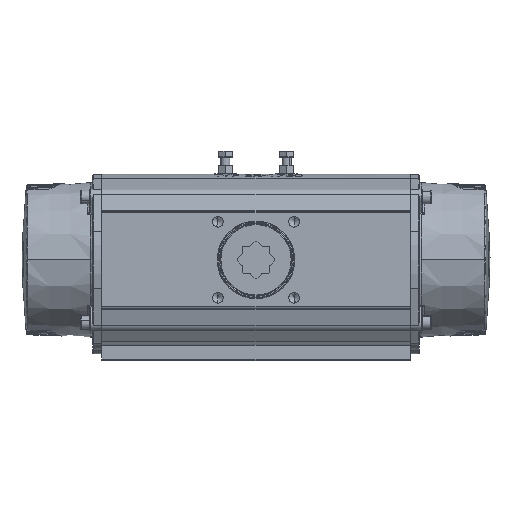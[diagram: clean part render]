
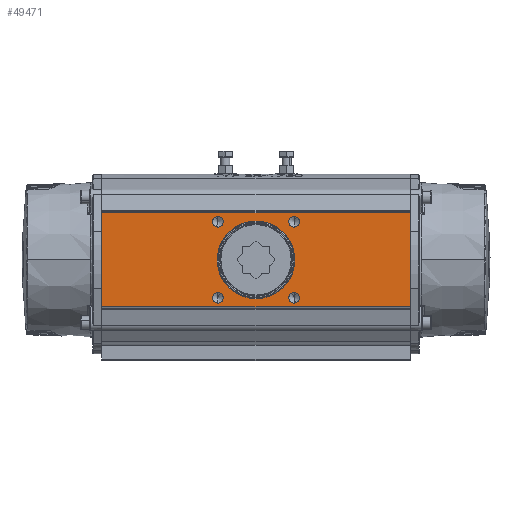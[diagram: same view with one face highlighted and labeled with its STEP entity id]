
A CAD part, front view. The second image highlights one B-rep face of the part: STEP entity #49471.
In plain terms, the highlighted planar face has unit normal (0, -1, 0).
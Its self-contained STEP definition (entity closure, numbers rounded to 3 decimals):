
#342 = CARTESIAN_POINT ( 'NONE',  ( 0., -130., -61. ) ) ;
#1135 = DIRECTION ( 'NONE',  ( 0., 1., 0. ) ) ;
#1302 = VERTEX_POINT ( 'NONE', #94324 ) ;
#1550 = EDGE_LOOP ( 'NONE', ( #113751, #62899 ) ) ;
#5460 = EDGE_CURVE ( 'NONE', #124982, #142542, #102447, .T. ) ;
#6162 = CARTESIAN_POINT ( 'NONE',  ( -49.497, -130., 56.415 ) ) ;
#8791 = EDGE_CURVE ( 'NONE', #157757, #35265, #136669, .T. ) ;
#10847 = AXIS2_PLACEMENT_3D ( 'NONE', #98558, #124833, #27823 ) ;
#11512 = EDGE_CURVE ( 'NONE', #80634, #177871, #137421, .T. ) ;
#13206 = FACE_BOUND ( 'NONE', #30559, .T. ) ;
#14812 = LINE ( 'NONE', #342, #70658 ) ;
#14924 = DIRECTION ( 'NONE',  ( 0., 1., 0. ) ) ;
#15601 = CARTESIAN_POINT ( 'NONE',  ( 0., -130., -50.5 ) ) ;
#15673 = CARTESIAN_POINT ( 'NONE',  ( -49.497, -130., -49.497 ) ) ;
#15889 = DIRECTION ( 'NONE',  ( 0., -1., 0. ) ) ;
#16476 = CARTESIAN_POINT ( 'NONE',  ( 49.497, -130., -42.58 ) ) ;
#18352 = ORIENTED_EDGE ( 'NONE', *, *, #164262, .F. ) ;
#18520 = DIRECTION ( 'NONE',  ( 0., 1., 0. ) ) ;
#19205 = DIRECTION ( 'NONE',  ( 0., 0., -1. ) ) ;
#21256 = DIRECTION ( 'NONE',  ( 0., 0., -1. ) ) ;
#21269 = VERTEX_POINT ( 'NONE', #6162 ) ;
#21369 = LINE ( 'NONE', #74866, #114485 ) ;
#22651 = VECTOR ( 'NONE', #46232, 1000. ) ;
#22938 = CARTESIAN_POINT ( 'NONE',  ( 0., -130., 61. ) ) ;
#24020 = CIRCLE ( 'NONE', #139845, 6.917 ) ;
#26186 = DIRECTION ( 'NONE',  ( 0., 1., 0. ) ) ;
#26300 = CIRCLE ( 'NONE', #75458, 6.917 ) ;
#27586 = EDGE_CURVE ( 'NONE', #177871, #80634, #107101, .T. ) ;
#27823 = DIRECTION ( 'NONE',  ( 0., 0., -1. ) ) ;
#28865 = DIRECTION ( 'NONE',  ( 0., 0., -1. ) ) ;
#29448 = CARTESIAN_POINT ( 'NONE',  ( 200.5, -130., -61. ) ) ;
#30559 = EDGE_LOOP ( 'NONE', ( #61226, #111821 ) ) ;
#32081 = ORIENTED_EDGE ( 'NONE', *, *, #35723, .T. ) ;
#35265 = VERTEX_POINT ( 'NONE', #123107 ) ;
#35475 = CARTESIAN_POINT ( 'NONE',  ( -49.497, -130., 42.58 ) ) ;
#35723 = EDGE_CURVE ( 'NONE', #124982, #51074, #14812, .T. ) ;
#36785 = AXIS2_PLACEMENT_3D ( 'NONE', #72889, #18520, #128171 ) ;
#36799 = AXIS2_PLACEMENT_3D ( 'NONE', #70825, #1135, #111689 ) ;
#37669 = CARTESIAN_POINT ( 'NONE',  ( -49.497, -130., 49.497 ) ) ;
#39953 = CARTESIAN_POINT ( 'NONE',  ( -49.497, -130., -42.58 ) ) ;
#42582 = EDGE_CURVE ( 'NONE', #1302, #68862, #135453, .T. ) ;
#44079 = ORIENTED_EDGE ( 'NONE', *, *, #45722, .T. ) ;
#45544 = CARTESIAN_POINT ( 'NONE',  ( 49.497, -130., 49.497 ) ) ;
#45722 = EDGE_CURVE ( 'NONE', #68862, #1302, #54146, .T. ) ;
#45915 = DIRECTION ( 'NONE',  ( 0., 0., -1. ) ) ;
#46232 = DIRECTION ( 'NONE',  ( 0., 0., 1. ) ) ;
#46279 = AXIS2_PLACEMENT_3D ( 'NONE', #15673, #171453, #19205 ) ;
#46383 = EDGE_CURVE ( 'NONE', #65781, #21269, #158453, .T. ) ;
#47620 = AXIS2_PLACEMENT_3D ( 'NONE', #102901, #60255, #21256 ) ;
#48654 = EDGE_CURVE ( 'NONE', #35265, #157757, #77282, .T. ) ;
#49471 = ADVANCED_FACE ( 'NONE', ( #13206, #85613, #68420, #70220, #125543, #56642 ), #111980, .T. ) ;
#51074 = VERTEX_POINT ( 'NONE', #102192 ) ;
#51249 = DIRECTION ( 'NONE',  ( 0., 1., 0. ) ) ;
#53722 = ORIENTED_EDGE ( 'NONE', *, *, #11512, .T. ) ;
#54146 = CIRCLE ( 'NONE', #36799, 6.917 ) ;
#54316 = EDGE_CURVE ( 'NONE', #21269, #65781, #26300, .T. ) ;
#56642 = FACE_OUTER_BOUND ( 'NONE', #93191, .T. ) ;
#60255 = DIRECTION ( 'NONE',  ( 0., 1., 0. ) ) ;
#60967 = VERTEX_POINT ( 'NONE', #93989 ) ;
#61226 = ORIENTED_EDGE ( 'NONE', *, *, #70744, .T. ) ;
#62899 = ORIENTED_EDGE ( 'NONE', *, *, #8791, .T. ) ;
#63599 = EDGE_LOOP ( 'NONE', ( #53722, #120307 ) ) ;
#64089 = ORIENTED_EDGE ( 'NONE', *, *, #46383, .T. ) ;
#64606 = DIRECTION ( 'NONE',  ( 1., 0., 0. ) ) ;
#65781 = VERTEX_POINT ( 'NONE', #35475 ) ;
#68420 = FACE_BOUND ( 'NONE', #63599, .T. ) ;
#68862 = VERTEX_POINT ( 'NONE', #16476 ) ;
#70220 = FACE_BOUND ( 'NONE', #178838, .T. ) ;
#70658 = VECTOR ( 'NONE', #98201, 1000. ) ;
#70744 = EDGE_CURVE ( 'NONE', #60967, #73323, #100302, .T. ) ;
#70825 = CARTESIAN_POINT ( 'NONE',  ( 49.497, -130., -49.497 ) ) ;
#72889 = CARTESIAN_POINT ( 'NONE',  ( 0., -130., 0. ) ) ;
#73323 = VERTEX_POINT ( 'NONE', #117573 ) ;
#74866 = CARTESIAN_POINT ( 'NONE',  ( 200.5, -130., 113.925 ) ) ;
#75458 = AXIS2_PLACEMENT_3D ( 'NONE', #37669, #51249, #160060 ) ;
#76343 = VERTEX_POINT ( 'NONE', #127132 ) ;
#77282 = CIRCLE ( 'NONE', #36785, 50.5 ) ;
#79104 = ORIENTED_EDGE ( 'NONE', *, *, #54316, .T. ) ;
#80634 = VERTEX_POINT ( 'NONE', #89251 ) ;
#85613 = FACE_BOUND ( 'NONE', #154407, .T. ) ;
#87215 = DIRECTION ( 'NONE',  ( 0., 0., -1. ) ) ;
#89251 = CARTESIAN_POINT ( 'NONE',  ( -49.497, -130., -56.415 ) ) ;
#92400 = CARTESIAN_POINT ( 'NONE',  ( 49.497, -130., 49.497 ) ) ;
#93191 = EDGE_LOOP ( 'NONE', ( #18352, #126927, #32081, #162807 ) ) ;
#93989 = CARTESIAN_POINT ( 'NONE',  ( 49.497, -130., 42.58 ) ) ;
#94324 = CARTESIAN_POINT ( 'NONE',  ( 49.497, -130., -56.415 ) ) ;
#97793 = AXIS2_PLACEMENT_3D ( 'NONE', #29448, #15889, #140935 ) ;
#98201 = DIRECTION ( 'NONE',  ( 1., 0., 0. ) ) ;
#98558 = CARTESIAN_POINT ( 'NONE',  ( -49.497, -130., 49.497 ) ) ;
#100302 = CIRCLE ( 'NONE', #117584, 6.917 ) ;
#100874 = DIRECTION ( 'NONE',  ( 0., 1., 0. ) ) ;
#100985 = CARTESIAN_POINT ( 'NONE',  ( 0., -130., 0. ) ) ;
#102192 = CARTESIAN_POINT ( 'NONE',  ( 200.5, -130., -61. ) ) ;
#102447 = LINE ( 'NONE', #132284, #22651 ) ;
#102901 = CARTESIAN_POINT ( 'NONE',  ( -49.497, -130., -49.497 ) ) ;
#103612 = ORIENTED_EDGE ( 'NONE', *, *, #42582, .T. ) ;
#106077 = CARTESIAN_POINT ( 'NONE',  ( -200.5, -130., -61. ) ) ;
#107101 = CIRCLE ( 'NONE', #46279, 6.917 ) ;
#110858 = EDGE_CURVE ( 'NONE', #76343, #51074, #21369, .T. ) ;
#111689 = DIRECTION ( 'NONE',  ( 0., 0., -1. ) ) ;
#111821 = ORIENTED_EDGE ( 'NONE', *, *, #147402, .T. ) ;
#111980 = PLANE ( 'NONE',  #97793 ) ;
#113751 = ORIENTED_EDGE ( 'NONE', *, *, #48654, .T. ) ;
#114485 = VECTOR ( 'NONE', #45915, 1000. ) ;
#116496 = AXIS2_PLACEMENT_3D ( 'NONE', #100985, #14924, #156235 ) ;
#117573 = CARTESIAN_POINT ( 'NONE',  ( 49.497, -130., 56.415 ) ) ;
#117584 = AXIS2_PLACEMENT_3D ( 'NONE', #45544, #100874, #87215 ) ;
#120307 = ORIENTED_EDGE ( 'NONE', *, *, #27586, .T. ) ;
#120388 = DIRECTION ( 'NONE',  ( 0., 1., 0. ) ) ;
#123107 = CARTESIAN_POINT ( 'NONE',  ( 0., -130., 50.5 ) ) ;
#124833 = DIRECTION ( 'NONE',  ( 0., 1., 0. ) ) ;
#124982 = VERTEX_POINT ( 'NONE', #106077 ) ;
#125543 = FACE_BOUND ( 'NONE', #1550, .T. ) ;
#126758 = AXIS2_PLACEMENT_3D ( 'NONE', #146678, #120388, #174748 ) ;
#126927 = ORIENTED_EDGE ( 'NONE', *, *, #5460, .F. ) ;
#127132 = CARTESIAN_POINT ( 'NONE',  ( 200.5, -130., 61. ) ) ;
#128171 = DIRECTION ( 'NONE',  ( 0., 0., 1. ) ) ;
#132284 = CARTESIAN_POINT ( 'NONE',  ( -200.5, -130., 113.925 ) ) ;
#135453 = CIRCLE ( 'NONE', #126758, 6.917 ) ;
#136669 = CIRCLE ( 'NONE', #116496, 50.5 ) ;
#137421 = CIRCLE ( 'NONE', #47620, 6.917 ) ;
#139845 = AXIS2_PLACEMENT_3D ( 'NONE', #92400, #26186, #28865 ) ;
#140935 = DIRECTION ( 'NONE',  ( 1., 0., 0. ) ) ;
#142542 = VERTEX_POINT ( 'NONE', #169924 ) ;
#146678 = CARTESIAN_POINT ( 'NONE',  ( 49.497, -130., -49.497 ) ) ;
#147105 = LINE ( 'NONE', #22938, #165703 ) ;
#147402 = EDGE_CURVE ( 'NONE', #73323, #60967, #24020, .T. ) ;
#154407 = EDGE_LOOP ( 'NONE', ( #103612, #44079 ) ) ;
#156235 = DIRECTION ( 'NONE',  ( 0., 0., 1. ) ) ;
#157757 = VERTEX_POINT ( 'NONE', #15601 ) ;
#158453 = CIRCLE ( 'NONE', #10847, 6.917 ) ;
#160060 = DIRECTION ( 'NONE',  ( 0., 0., -1. ) ) ;
#162807 = ORIENTED_EDGE ( 'NONE', *, *, #110858, .F. ) ;
#164262 = EDGE_CURVE ( 'NONE', #142542, #76343, #147105, .T. ) ;
#165703 = VECTOR ( 'NONE', #64606, 1000. ) ;
#169924 = CARTESIAN_POINT ( 'NONE',  ( -200.5, -130., 61. ) ) ;
#171453 = DIRECTION ( 'NONE',  ( 0., 1., 0. ) ) ;
#174748 = DIRECTION ( 'NONE',  ( 0., 0., -1. ) ) ;
#177871 = VERTEX_POINT ( 'NONE', #39953 ) ;
#178838 = EDGE_LOOP ( 'NONE', ( #64089, #79104 ) ) ;
